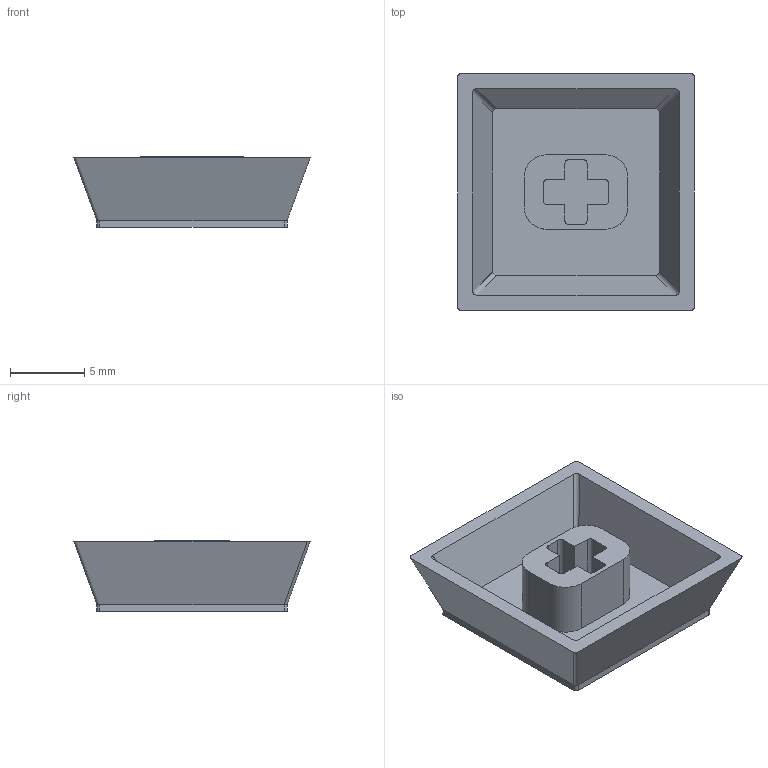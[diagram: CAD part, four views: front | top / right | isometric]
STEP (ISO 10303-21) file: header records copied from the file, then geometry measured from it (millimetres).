
FILE_DESCRIPTION (( 'STEP AP214' ), '1' );
FILE_NAME ('¼üÃ±Part2.STEP', '2025-09-09T12:28:53', ( '' ), ( '' ), 'SwSTEP 2.0', 'SolidWorks 2025', '' );
FILE_SCHEMA (( 'AUTOMOTIVE_DESIGN' ));
Length unit declared in the file: millimetre
Products named in the file (2): 键帽Part2
Assembly tree (1 placements, depth 2):
  键帽Part2
    键帽Part2
Bounding box: 15.92 x 15.9 x 4.76 mm (x, y, z)
Volume: 452.4 mm3; surface area: 965.4 mm2
Topology: 1 solids, 1 shells, 57 faces, 160 edges, 108 vertices
Faces by surface type: plane 29, cylinder 26, bspline 2
Entity records: 2258 total; most frequent: CARTESIAN_POINT 729, ORIENTED_EDGE 320, DIRECTION 300, EDGE_CURVE 160, VERTEX_POINT 108, LINE 102, VECTOR 102, AXIS2_PLACEMENT_3D 99
